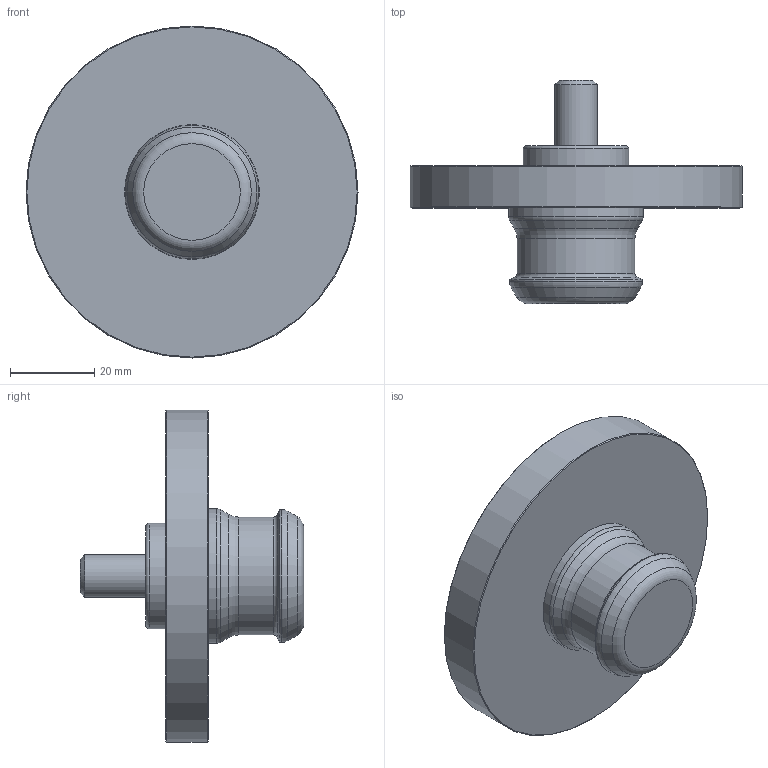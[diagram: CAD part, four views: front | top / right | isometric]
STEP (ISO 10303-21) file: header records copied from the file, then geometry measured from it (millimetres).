
FILE_DESCRIPTION (( 'STEP AP214' ), '1' );
FILE_NAME ('5000 021 (066-021) EZN STARK.airtec Floating-Funktion - NP.STEP', '2022-02-03T10:38:45', ( '' ), ( '' ), 'SwSTEP 2.0', 'SolidWorks 2021', '' );
FILE_SCHEMA (( 'AUTOMOTIVE_DESIGN' ));
Length unit declared in the file: millimetre
Products named in the file (1): 5000 021 (066-021) EZN STARK.airtec Floating-Funktion - NP
Bounding box: 78.8 x 53 x 78.8 mm (x, y, z)
Volume: 65902.8 mm3; surface area: 20079.7 mm2
Topology: 1 solids, 2 shells, 54 faces, 102 edges, 59 vertices
Faces by surface type: plane 17, cone 13, cylinder 12, torus 12
Full cylindrical faces by diameter (mm): 10 x1, 10.3 x1, 12.5 x1, 16 x1, 17 x1, 18 x1, 25 x1, 25.2 x1, 28 x1, 31.6 x1, 32 x1, 78.8 x1
Entity records: 1373 total; most frequent: DIRECTION 218, CARTESIAN_POINT 175, ORIENTED_EDGE 126, AXIS2_PLACEMENT_3D 100, EDGE_LOOP 98, FACE_OUTER_BOUND 78, EDGE_CURVE 63, VERTEX_POINT 57
